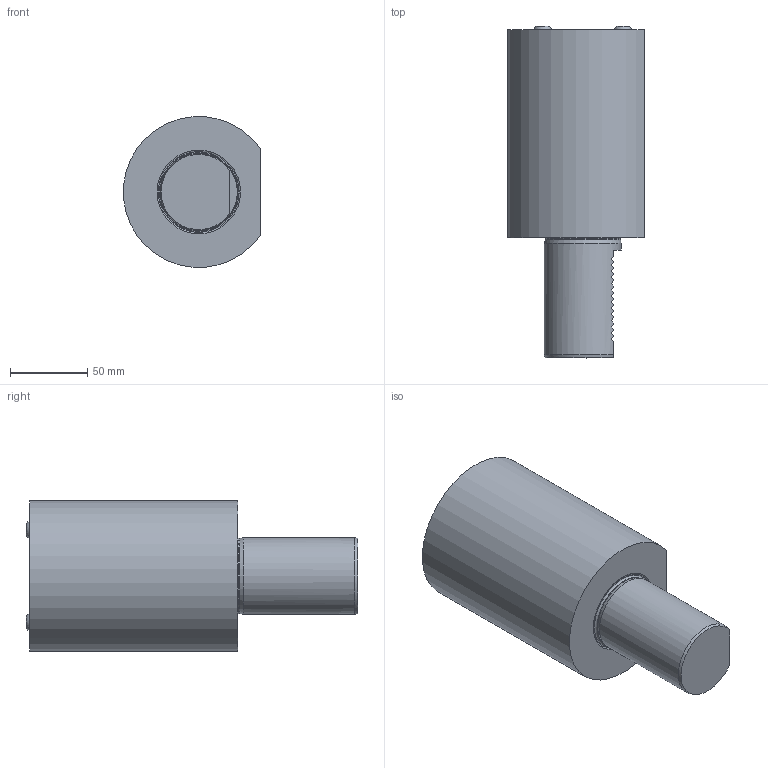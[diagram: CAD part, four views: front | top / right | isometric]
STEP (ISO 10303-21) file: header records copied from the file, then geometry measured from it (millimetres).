
FILE_DESCRIPTION (( 'STEP AP214' ), '1' );
FILE_NAME ('E250X60.STEP', '2025-07-30T05:44:34', ( '' ), ( '' ), 'SwSTEP 2.0', 'SolidWorks 2023', '' );
FILE_SCHEMA (( 'AUTOMOTIVE_DESIGN' ));
Length unit declared in the file: millimetre
Products named in the file (1): E250X60
Bounding box: 88.81 x 215.37 x 97.65 mm (x, y, z)
Volume: 805182 mm3; surface area: 89055.5 mm2
Topology: 1 solids, 1 shells, 285 faces, 754 edges, 503 vertices
Faces by surface type: plane 188, bspline 46, cylinder 44, torus 3, cone 2, sphere 2
Full cylindrical faces by diameter (mm): 1.7 x1, 2.1 x1, 6.366 x1, 48.7 x1, 50 x1, 60 x1
Entity records: 14044 total; most frequent: CARTESIAN_POINT 5273, ORIENTED_EDGE 1484, DIRECTION 1114, EDGE_CURVE 742, VERTEX_POINT 501, VECTOR 494, LINE 494, EDGE_LOOP 327
